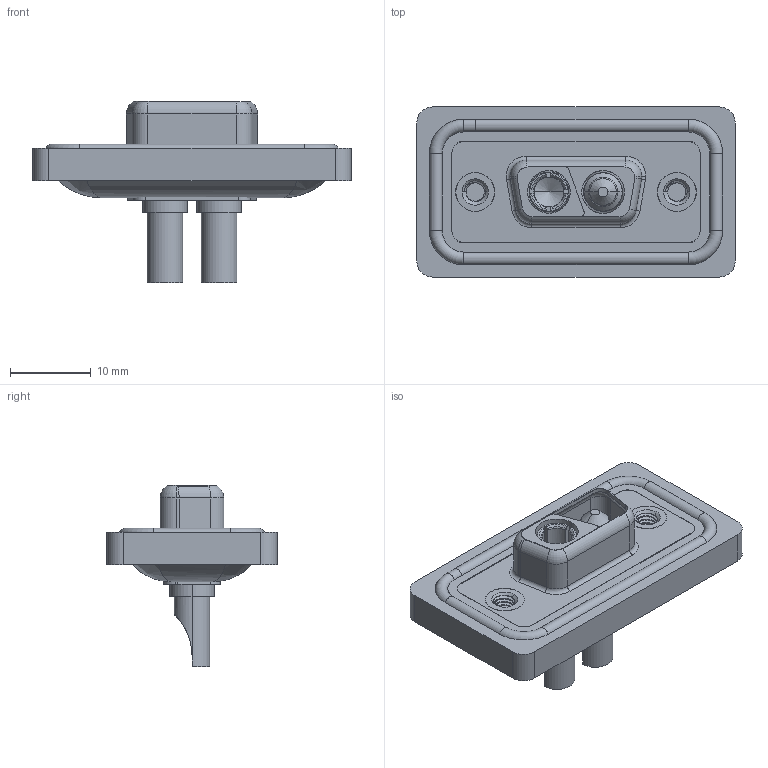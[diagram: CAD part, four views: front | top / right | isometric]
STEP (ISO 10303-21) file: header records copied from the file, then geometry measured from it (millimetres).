
FILE_DESCRIPTION (( 'STEP AP203' ), '1' );
FILE_NAME ('628W2WK2322-3NA.STEP', '2024-03-22T13:10:29', ( '' ), ( '' ), 'SwSTEP 2.0', 'SolidWorks 2023', '' );
FILE_SCHEMA (( 'CONFIG_CONTROL_DESIGN' ));
Length unit declared in the file: millimetre
Products named in the file (8): Power Socket_30A SC; 628Combo Shell Front_09 Contacts; Power Pin_30A SC; 628Combo Shell Rear_09 Contacts; 628W2WK2322-3NA; 628Combo Threaded Rivet_A; 628Combo Waterproof Housing_09 Contacts; 628Combo Housing_2WK2
Assembly tree (8 placements, depth 2):
  628W2WK2322-3NA
    628Combo Housing_2WK2
    628Combo Waterproof Housing_09 Contacts
    628Combo Shell Front_09 Contacts
    628Combo Shell Rear_09 Contacts
    628Combo Threaded Rivet_A  x2
    Power Socket_30A SC
    Power Pin_30A SC
Bounding box: 39.5 x 21.1 x 22.45 mm (x, y, z)
Volume: 4652.6 mm3; surface area: 7556.3 mm2
Topology: 11 solids, 11 shells, 510 faces, 1258 edges, 783 vertices
Faces by surface type: cylinder 239, plane 150, torus 77, cone 32, bspline 12
Entity records: 17353 total; most frequent: CARTESIAN_POINT 5118, DIRECTION 2493, ORIENTED_EDGE 2332, EDGE_CURVE 1166, AXIS2_PLACEMENT_3D 992, VERTEX_POINT 733, EDGE_LOOP 523, CIRCLE 512
